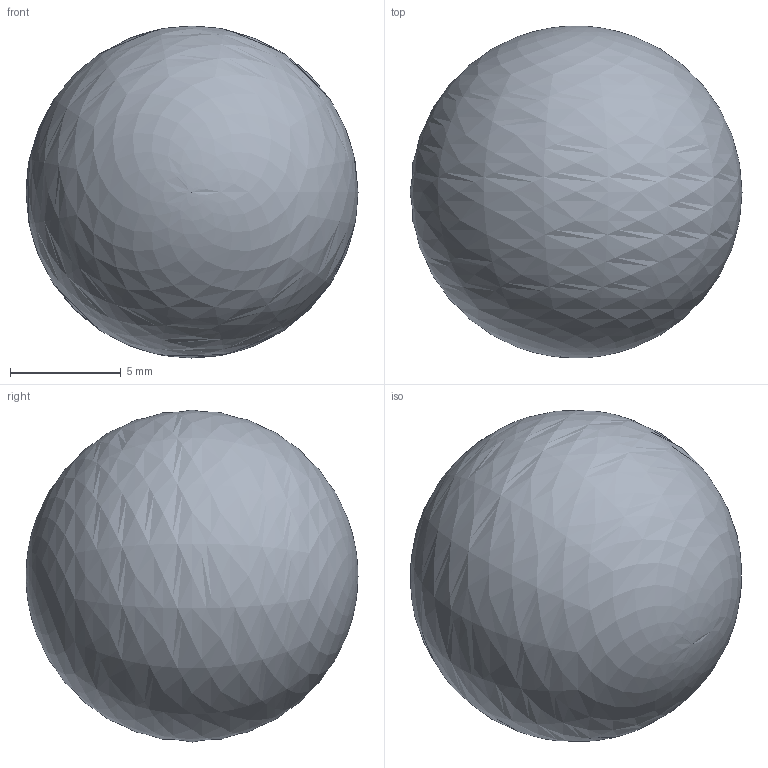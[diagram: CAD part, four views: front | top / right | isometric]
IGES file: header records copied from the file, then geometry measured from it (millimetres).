
Start section: SolidWorks IGES file using analytic representation for surfaces
Global section: file name: 3570.IGS; native system: SolidWorks 2018; preprocessor: SolidWorks 2018; author: Christian; date: 210929.142323; units: millimetre
Bounding box: 15 x 15 x 15 mm (x, y, z)
Surface area: 1413.7 mm2 (no closed solid volume)
Topology: 0 solids, 0 shells, 2 faces, 6 edges, 4 vertices
Faces by surface type: revolution 2
